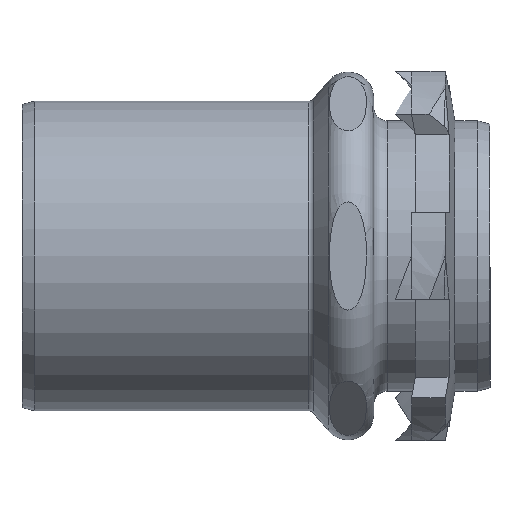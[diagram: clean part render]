
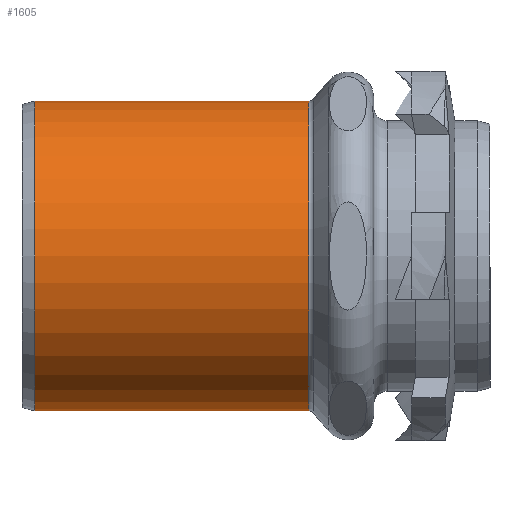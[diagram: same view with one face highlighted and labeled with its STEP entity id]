
A CAD part, front view. The second image highlights one B-rep face of the part: STEP entity #1605.
In plain terms, the highlighted cylindrical face has radius 11.45 mm (diameter 22.9 mm), a full revolution.
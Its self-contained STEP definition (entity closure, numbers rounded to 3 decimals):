
#39=CYLINDRICAL_SURFACE('',#1773,11.45);
#121=B_SPLINE_CURVE_WITH_KNOTS('',3,(#3039,#3040,#3041,#3042,#3043,#3044,
#3045,#3046,#3047,#3048,#3049,#3050,#3051,#3052,#3053,#3054,#3055),
 .UNSPECIFIED.,.T.,.F.,(4,1,1,1,1,1,1,1,1,1,1,1,1,1,4),(-2.063,
-1.915,-1.768,-1.621,-1.51,
-1.473,-1.179,-1.08,-0.884,
-0.786,-0.589,-0.442,-0.295,
-0.147,0.),.UNSPECIFIED.);
#191=LINE('',#3034,#237);
#237=VECTOR('',#2065,11.45);
#371=FACE_BOUND('',#534,.T.);
#431=FACE_OUTER_BOUND('',#533,.T.);
#533=EDGE_LOOP('',(#1364,#1365,#1366,#1367,#1368,#1369));
#534=EDGE_LOOP('',(#1370));
#644=CIRCLE('',#1774,11.45);
#645=CIRCLE('',#1775,11.45);
#646=CIRCLE('',#1776,11.45);
#647=CIRCLE('',#1777,11.45);
#792=VERTEX_POINT('',#3029);
#793=VERTEX_POINT('',#3030);
#794=VERTEX_POINT('',#3033);
#795=VERTEX_POINT('',#3035);
#796=VERTEX_POINT('',#3038);
#994=EDGE_CURVE('',#792,#793,#644,.T.);
#995=EDGE_CURVE('',#793,#792,#645,.T.);
#996=EDGE_CURVE('',#793,#794,#191,.T.);
#997=EDGE_CURVE('',#794,#795,#646,.T.);
#998=EDGE_CURVE('',#795,#794,#647,.T.);
#999=EDGE_CURVE('',#796,#796,#121,.T.);
#1364=ORIENTED_EDGE('',*,*,#994,.F.);
#1365=ORIENTED_EDGE('',*,*,#995,.F.);
#1366=ORIENTED_EDGE('',*,*,#996,.T.);
#1367=ORIENTED_EDGE('',*,*,#997,.T.);
#1368=ORIENTED_EDGE('',*,*,#998,.T.);
#1369=ORIENTED_EDGE('',*,*,#996,.F.);
#1370=ORIENTED_EDGE('',*,*,#999,.F.);
#1605=ADVANCED_FACE('',(#431,#371),#39,.T.);
#1773=AXIS2_PLACEMENT_3D('',#3028,#2059,#2060);
#1774=AXIS2_PLACEMENT_3D('',#3031,#2061,#2062);
#1775=AXIS2_PLACEMENT_3D('',#3032,#2063,#2064);
#1776=AXIS2_PLACEMENT_3D('',#3036,#2066,#2067);
#1777=AXIS2_PLACEMENT_3D('',#3037,#2068,#2069);
#2059=DIRECTION('center_axis',(-1.,0.,0.));
#2060=DIRECTION('ref_axis',(0.,1.,0.));
#2061=DIRECTION('center_axis',(-1.,0.,0.));
#2062=DIRECTION('ref_axis',(0.,-1.,0.));
#2063=DIRECTION('center_axis',(-1.,0.,0.));
#2064=DIRECTION('ref_axis',(0.,-1.,0.));
#2065=DIRECTION('',(1.,0.,0.));
#2066=DIRECTION('center_axis',(-1.,0.,0.));
#2067=DIRECTION('ref_axis',(0.,0.,
1.));
#2068=DIRECTION('center_axis',(-1.,0.,0.));
#2069=DIRECTION('ref_axis',(0.,0.,
1.));
#3028=CARTESIAN_POINT('Origin',(-15.4,0.,0.));
#3029=CARTESIAN_POINT('',(-25.067,11.45,0.));
#3030=CARTESIAN_POINT('',(-25.067,-11.45,0.));
#3031=CARTESIAN_POINT('Origin',(-25.067,0.,
0.));
#3032=CARTESIAN_POINT('Origin',(-25.067,0.,
0.));
#3033=CARTESIAN_POINT('',(-4.8,-11.45,0.));
#3034=CARTESIAN_POINT('',(-15.4,-11.45,0.));
#3035=CARTESIAN_POINT('',(-4.8,0.,-11.45));
#3036=CARTESIAN_POINT('Origin',(-4.8,0.,0.));
#3037=CARTESIAN_POINT('Origin',(-4.8,0.,0.));
#3038=CARTESIAN_POINT('',(-17.,10.711,4.047));
#3039=CARTESIAN_POINT('Ctrl Pts',(-17.,10.711,4.047));
#3040=CARTESIAN_POINT('Ctrl Pts',(-16.336,10.711,4.047));
#3041=CARTESIAN_POINT('Ctrl Pts',(-15.013,10.824,3.762));
#3042=CARTESIAN_POINT('Ctrl Pts',(-13.45,11.181,2.614));
#3043=CARTESIAN_POINT('Ctrl Pts',(-12.638,11.438,1.08));
#3044=CARTESIAN_POINT('Ctrl Pts',(-12.563,11.462,-0.157));
#3045=CARTESIAN_POINT('Ctrl Pts',(-12.896,11.356,-1.968));
#3046=CARTESIAN_POINT('Ctrl Pts',(-14.198,10.937,-3.454));
#3047=CARTESIAN_POINT('Ctrl Pts',(-16.756,10.656,-4.185));
#3048=CARTESIAN_POINT('Ctrl Pts',(-18.586,10.764,-3.929));
#3049=CARTESIAN_POINT('Ctrl Pts',(-20.4,11.134,-2.781));
#3050=CARTESIAN_POINT('Ctrl Pts',(-21.438,11.462,-1.156));
#3051=CARTESIAN_POINT('Ctrl Pts',(-21.435,11.461,0.944));
#3052=CARTESIAN_POINT('Ctrl Pts',(-20.55,11.181,2.612));
#3053=CARTESIAN_POINT('Ctrl Pts',(-18.987,10.824,3.763));
#3054=CARTESIAN_POINT('Ctrl Pts',(-17.664,10.711,4.047));
#3055=CARTESIAN_POINT('Ctrl Pts',(-17.,10.711,4.047));
